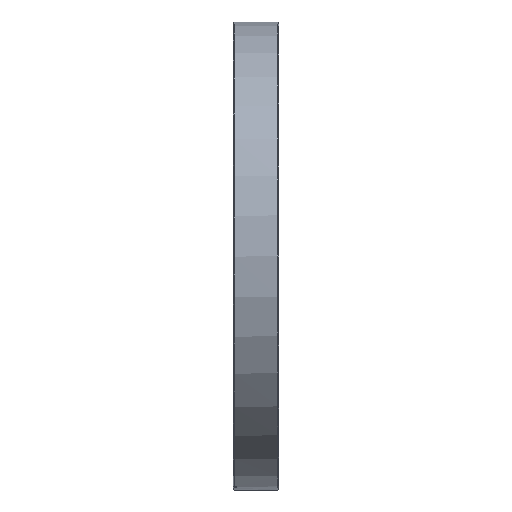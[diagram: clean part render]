
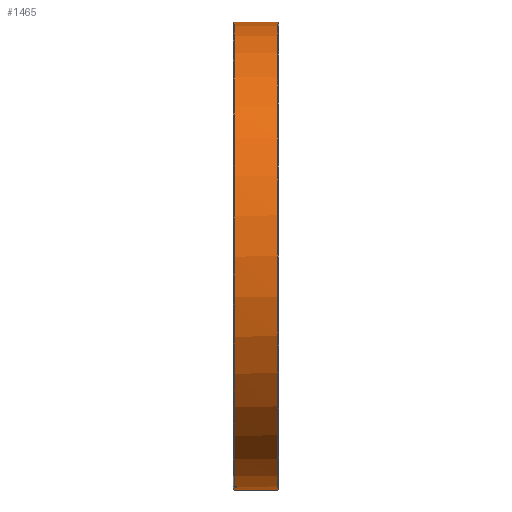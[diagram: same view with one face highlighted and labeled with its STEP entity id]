
A CAD part, left-side view. The second image highlights one B-rep face of the part: STEP entity #1465.
In plain terms, the highlighted cylindrical face has radius 126.6 mm (diameter 253.2 mm), a partial arc.
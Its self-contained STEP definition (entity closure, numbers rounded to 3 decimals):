
#304 = VERTEX_POINT ( 'NONE', #2038 ) ;
#321 = VERTEX_POINT ( 'NONE', #1928 ) ;
#328 = VERTEX_POINT ( 'NONE', #2046 ) ;
#428 = VERTEX_POINT ( 'NONE', #2136 ) ;
#429 = EDGE_CURVE ( 'NONE', #428, #321, #2128, .T. ) ;
#1148 = EDGE_CURVE ( 'NONE', #321, #328, #3591, .T. ) ;
#1163 = EDGE_CURVE ( 'NONE', #1196, #304, #3530, .T. ) ;
#1196 = VERTEX_POINT ( 'NONE', #3482 ) ;
#1229 = EDGE_CURVE ( 'NONE', #1196, #1273, #3757, .T. ) ;
#1273 = VERTEX_POINT ( 'NONE', #3750 ) ;
#1362 = ORIENTED_EDGE ( 'NONE', *, *, #1229, .T. ) ;
#1363 = ORIENTED_EDGE ( 'NONE', *, *, #1371, .T. ) ;
#1366 = ORIENTED_EDGE ( 'NONE', *, *, #1163, .F. ) ;
#1367 = ORIENTED_EDGE ( 'NONE', *, *, #1381, .F. ) ;
#1368 = EDGE_CURVE ( 'NONE', #1487, #428, #4111, .T. ) ;
#1369 = ORIENTED_EDGE ( 'NONE', *, *, #1368, .T. ) ;
#1371 = EDGE_CURVE ( 'NONE', #328, #304, #3962, .T. ) ;
#1372 = ORIENTED_EDGE ( 'NONE', *, *, #1148, .T. ) ;
#1376 = VERTEX_POINT ( 'NONE', #3996 ) ;
#1381 = EDGE_CURVE ( 'NONE', #1487, #1376, #3994, .T. ) ;
#1384 = ORIENTED_EDGE ( 'NONE', *, *, #429, .T. ) ;
#1438 = EDGE_LOOP ( 'NONE', ( #1366, #1362, #1456, #1367, #1369, #1384, #1372, #1363 ) ) ;
#1456 = ORIENTED_EDGE ( 'NONE', *, *, #1474, .T. ) ;
#1465 = ADVANCED_FACE ( 'NONE', ( #4073 ), #4066, .T. ) ;
#1474 = EDGE_CURVE ( 'NONE', #1273, #1376, #4046, .T. ) ;
#1487 = VERTEX_POINT ( 'NONE', #4178 ) ;
#1928 = CARTESIAN_POINT ( 'NONE',  ( 0., 24.2, -126.6 ) ) ;
#2038 = CARTESIAN_POINT ( 'NONE',  ( 0., 0.4, 126.6 ) ) ;
#2046 = CARTESIAN_POINT ( 'NONE',  ( 0., 0.4, -126.6 ) ) ;
#2125 = CARTESIAN_POINT ( 'NONE',  ( 0., 24.2, 0. ) ) ;
#2128 = CIRCLE ( 'NONE', #2130, 126.6 ) ;
#2130 = AXIS2_PLACEMENT_3D ( 'NONE', #2125, #2248, #2247 ) ;
#2136 = CARTESIAN_POINT ( 'NONE',  ( -18.322, 24.2, -125.267 ) ) ;
#2247 = DIRECTION ( 'NONE',  ( 0., 0., -1. ) ) ;
#2248 = DIRECTION ( 'NONE',  ( 0., -1., 0. ) ) ;
#3482 = CARTESIAN_POINT ( 'NONE',  ( 0., 24.2, 126.6 ) ) ;
#3520 = DIRECTION ( 'NONE',  ( 0., -1., 0. ) ) ;
#3521 = VECTOR ( 'NONE', #3520, 1000. ) ;
#3529 = CARTESIAN_POINT ( 'NONE',  ( 0., -15.022, 126.6 ) ) ;
#3530 = LINE ( 'NONE', #3529, #3521 ) ;
#3588 = DIRECTION ( 'NONE',  ( 0., -1., 0. ) ) ;
#3589 = VECTOR ( 'NONE', #3588, 1000. ) ;
#3590 = CARTESIAN_POINT ( 'NONE',  ( 0., -15.022, -126.6 ) ) ;
#3591 = LINE ( 'NONE', #3590, #3589 ) ;
#3750 = CARTESIAN_POINT ( 'NONE',  ( -21.285, 24.2, -124.798 ) ) ;
#3753 = DIRECTION ( 'NONE',  ( 0., 0., -1. ) ) ;
#3754 = DIRECTION ( 'NONE',  ( 0., -1., 0. ) ) ;
#3755 = CARTESIAN_POINT ( 'NONE',  ( 0., 24.2, 0. ) ) ;
#3756 = AXIS2_PLACEMENT_3D ( 'NONE', #3755, #3754, #3753 ) ;
#3757 = CIRCLE ( 'NONE', #3756, 126.6 ) ;
#3950 = DIRECTION ( 'NONE',  ( 0., 0., 1. ) ) ;
#3951 = DIRECTION ( 'NONE',  ( 0., 1., 0. ) ) ;
#3958 = AXIS2_PLACEMENT_3D ( 'NONE', #3972, #3951, #3950 ) ;
#3961 = AXIS2_PLACEMENT_3D ( 'NONE', #3993, #3988, #3987 ) ;
#3962 = CIRCLE ( 'NONE', #3958, 126.6 ) ;
#3963 = VECTOR ( 'NONE', #3967, 1000. ) ;
#3967 = DIRECTION ( 'NONE',  ( 0., 1., 0. ) ) ;
#3968 = CARTESIAN_POINT ( 'NONE',  ( -18.322, -15.022, -125.267 ) ) ;
#3972 = CARTESIAN_POINT ( 'NONE',  ( 0., 0.4, 0. ) ) ;
#3987 = DIRECTION ( 'NONE',  ( 0., 0., 1. ) ) ;
#3988 = DIRECTION ( 'NONE',  ( 0., 1., 0. ) ) ;
#3993 = CARTESIAN_POINT ( 'NONE',  ( 0., 23., 0. ) ) ;
#3994 = CIRCLE ( 'NONE', #3961, 126.6 ) ;
#3996 = CARTESIAN_POINT ( 'NONE',  ( -21.285, 23., -124.798 ) ) ;
#4046 = LINE ( 'NONE', #4132, #4128 ) ;
#4050 = AXIS2_PLACEMENT_3D ( 'NONE', #4059, #4063, #4054 ) ;
#4054 = DIRECTION ( 'NONE',  ( 0., 0., -1. ) ) ;
#4059 = CARTESIAN_POINT ( 'NONE',  ( 0., -15.022, 0. ) ) ;
#4063 = DIRECTION ( 'NONE',  ( 0., -1., 0. ) ) ;
#4066 = CYLINDRICAL_SURFACE ( 'NONE', #4050, 126.6 ) ;
#4073 = FACE_OUTER_BOUND ( 'NONE', #1438, .T. ) ;
#4111 = LINE ( 'NONE', #3968, #3963 ) ;
#4128 = VECTOR ( 'NONE', #4131, 1000. ) ;
#4131 = DIRECTION ( 'NONE',  ( 0., -1., 0. ) ) ;
#4132 = CARTESIAN_POINT ( 'NONE',  ( -21.285, -15.022, -124.798 ) ) ;
#4178 = CARTESIAN_POINT ( 'NONE',  ( -18.322, 23., -125.267 ) ) ;
